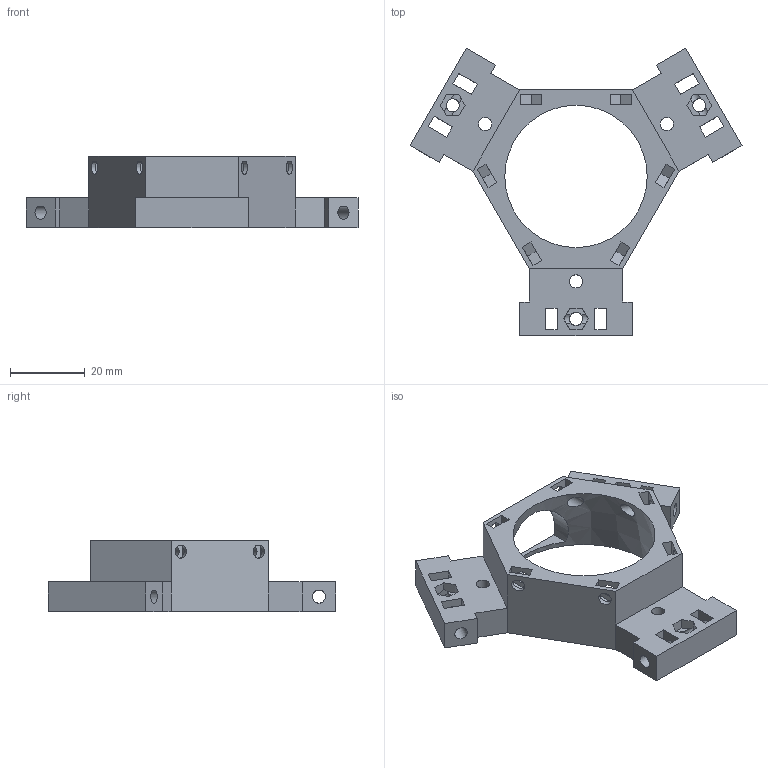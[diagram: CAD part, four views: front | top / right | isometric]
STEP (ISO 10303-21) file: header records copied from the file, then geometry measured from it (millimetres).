
FILE_DESCRIPTION(/* description */ ('Alibre Inc.'),/* implementation_level */ '2;1');
FILE_NAME(/* name */ 'export0',/* time_stamp */ '2015-07-11T13:33:29+12:00',/* author */ (''),/* organization */ (''),/* preprocessor_version */ 'ST-DEVELOPER v14',/* originating_system */ 'Alibre',/* authorisation */ '');
FILE_SCHEMA (('CONFIG_CONTROL_DESIGN'));
Length unit declared in the file: centimetre
Products named in the file (1): ID_1
Bounding box: 88.61 x 76.74 x 19 mm (x, y, z)
Volume: 19765.5 mm3; surface area: 12744.5 mm2
Topology: 1 solids, 1 shells, 155 faces, 454 edges, 301 vertices
Faces by surface type: plane 117, cylinder 37, cone 1
Full cylindrical faces by diameter (mm): 3.5 x30
Entity records: 4989 total; most frequent: CARTESIAN_POINT 1051, ORIENTED_EDGE 814, DIRECTION 615, EDGE_CURVE 407, VECTOR 309, LINE 309, VERTEX_POINT 285, EDGE_LOOP 262
